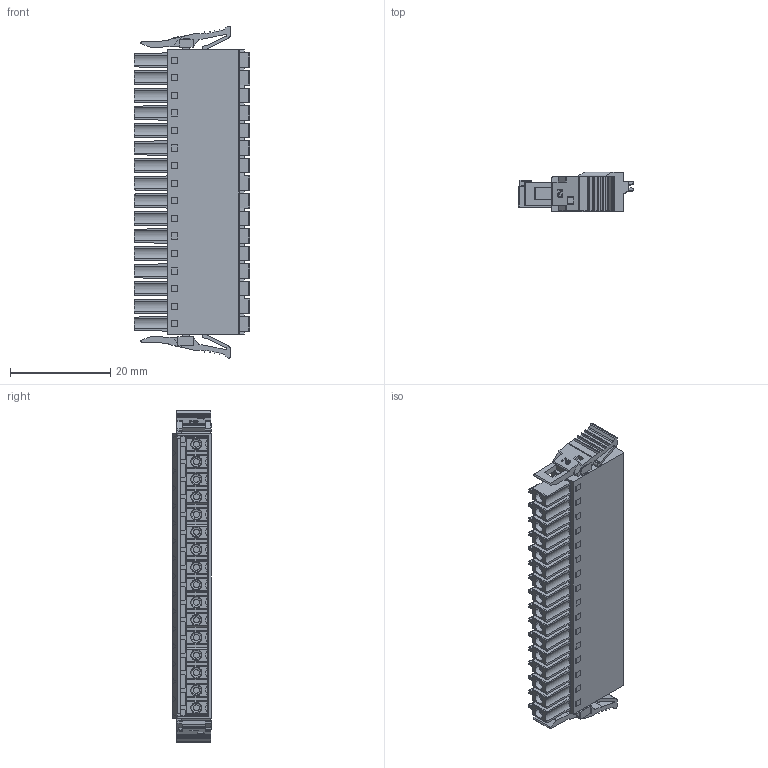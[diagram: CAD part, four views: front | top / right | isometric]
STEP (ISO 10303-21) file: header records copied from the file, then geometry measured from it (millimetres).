
FILE_DESCRIPTION((''),'2;1');
FILE_NAME('TLPSL-007-16P-X','2024-09-27T',('sheji'),(''),'PRO/ENGINEER BY PARAMETRIC TECHNOLOGY CORPORATION, 2015240','PRO/ENGINEER BY PARAMETRIC TECHNOLOGY CORPORATION, 2015240','');
FILE_SCHEMA(('CONFIG_CONTROL_DESIGN'));
Products named in the file (1): TLPSL-007-16P-X
Bounding box: 22.9 x 7.75 x 66.1 mm (x, y, z)
Volume: 6945 mm3; surface area: 6761.3 mm2
Topology: 1 solids, 15 shells, 1996 faces, 5379 edges, 3508 vertices
Faces by surface type: plane 1229, cylinder 587, cone 128, torus 32, extrusion 20
Entity records: 63475 total; most frequent: CARTESIAN_POINT 12746, ORIENTED_EDGE 10758, DIRECTION 10285, EDGE_CURVE 5379, VECTOR 3859, LINE 3839, VERTEX_POINT 3508, AXIS2_PLACEMENT_3D 3213
